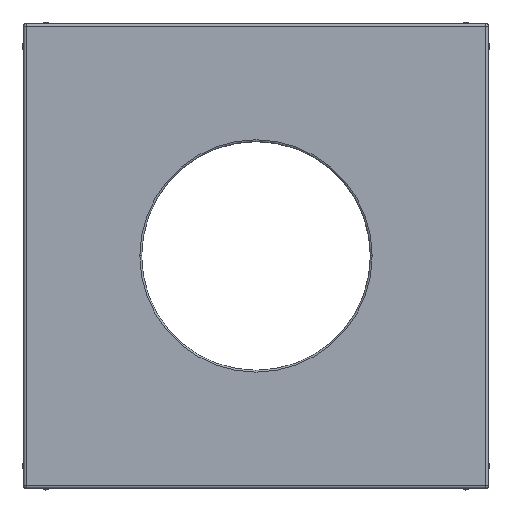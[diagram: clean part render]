
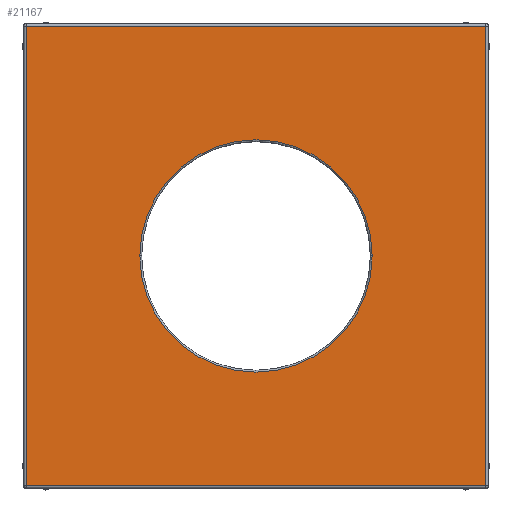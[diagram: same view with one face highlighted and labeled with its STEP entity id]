
A CAD part, top view. The second image highlights one B-rep face of the part: STEP entity #21167.
In plain terms, the highlighted face is planar.
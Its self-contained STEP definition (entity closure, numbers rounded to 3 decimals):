
#6322=DIRECTION('',(1.,0.,0.));
#6323=VECTOR('',#6322,54.881);
#6324=CARTESIAN_POINT('',(-27.44,10.,27.44));
#6325=LINE('5899',#6324,#6323);
#6329=DIRECTION('',(0.,0.,1.));
#6330=VECTOR('',#6329,54.881);
#6331=CARTESIAN_POINT('',(-27.44,10.,-27.44));
#6332=LINE('5903',#6331,#6330);
#6336=DIRECTION('',(-1.,0.,0.));
#6337=VECTOR('',#6336,54.881);
#6338=CARTESIAN_POINT('',(27.44,10.,-27.44));
#6339=LINE('5909',#6338,#6337);
#6343=DIRECTION('',(0.,0.,-1.));
#6344=VECTOR('',#6343,54.881);
#6345=CARTESIAN_POINT('',(27.44,10.,27.44));
#6346=LINE('5914',#6345,#6344);
#6350=CARTESIAN_POINT('',(0.,10.,0.));
#6351=DIRECTION('',(0.,-1.,0.));
#6352=DIRECTION('',(-1.,0.,0.));
#6353=AXIS2_PLACEMENT_3D('',#6350,#6351,#6352);
#6358=CARTESIAN_POINT('',(0.,10.,0.));
#6359=DIRECTION('',(0.,-1.,0.));
#6360=DIRECTION('',(1.,0.,0.));
#6361=AXIS2_PLACEMENT_3D('',#6358,#6359,#6360);
#15578=CARTESIAN_POINT('',(-27.44,10.,27.44));
#15579=CARTESIAN_POINT('',(27.44,10.,27.44));
#15580=VERTEX_POINT('',#15578);
#15581=VERTEX_POINT('',#15579);
#15588=CARTESIAN_POINT('',(-27.44,10.,-27.44));
#15589=VERTEX_POINT('',#15588);
#15600=CARTESIAN_POINT('',(27.44,10.,-27.44));
#15601=VERTEX_POINT('',#15600);
#16032=CARTESIAN_POINT('',(-13.873,10.,0.));
#16033=CARTESIAN_POINT('',(13.873,10.,0.));
#16034=VERTEX_POINT('',#16032);
#16035=VERTEX_POINT('',#16033);
#21148=CARTESIAN_POINT('',(0.,10.,0.));
#21149=DIRECTION('',(0.,1.,0.));
#21150=DIRECTION('',(0.,0.,-1.));
#21151=AXIS2_PLACEMENT_3D('',#21148,#21149,#21150);
#21152=PLANE('1910',#21151);
#21153=ORIENTED_EDGE('5899',*,*,#21113,.F.);
#21154=ORIENTED_EDGE('5903',*,*,#21138,.F.);
#21156=ORIENTED_EDGE('5909',*,*,#21155,.F.);
#21158=ORIENTED_EDGE('5914',*,*,#21157,.F.);
#21159=EDGE_LOOP('1910',(#21153,#21154,#21156,#21158));
#21160=FACE_OUTER_BOUND('1910',#21159,.F.);
#21162=ORIENTED_EDGE('10611',*,*,#21161,.F.);
#21164=ORIENTED_EDGE('10613',*,*,#21163,.F.);
#21165=EDGE_LOOP('1910',(#21162,#21164));
#21166=FACE_BOUND('1910',#21165,.F.);
#21167=ADVANCED_FACE('1910',(#21160,#21166),#21152,.T.);
#6354=CIRCLE('10611',#6353,13.873);
#6362=CIRCLE('10613',#6361,13.873);
#21113=EDGE_CURVE('5899',#15580,#15581,#6325,.T.);
#21138=EDGE_CURVE('5903',#15589,#15580,#6332,.T.);
#21155=EDGE_CURVE('5909',#15601,#15589,#6339,.T.);
#21157=EDGE_CURVE('5914',#15581,#15601,#6346,.T.);
#21161=EDGE_CURVE('10611',#16034,#16035,#6354,.T.);
#21163=EDGE_CURVE('10613',#16035,#16034,#6362,.T.);
